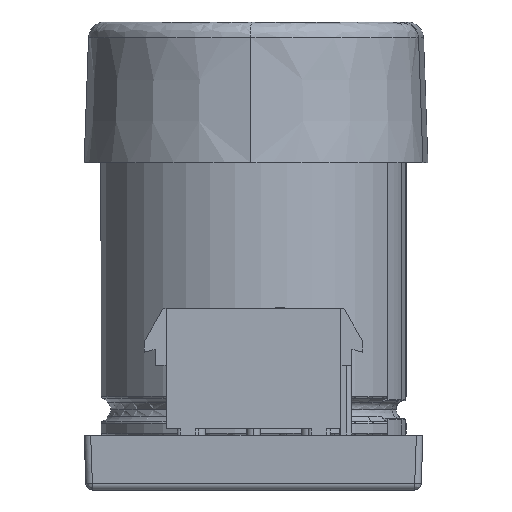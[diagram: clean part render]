
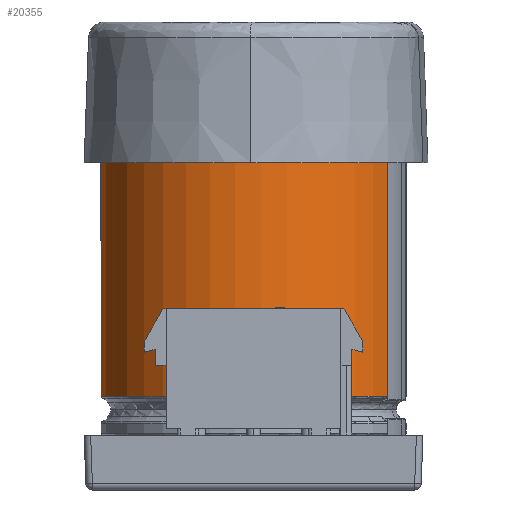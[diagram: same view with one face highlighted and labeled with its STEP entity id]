
A CAD part, left-side view. The second image highlights one B-rep face of the part: STEP entity #20355.
In plain terms, the highlighted cylindrical face has radius 17.75 mm (diameter 35.5 mm), a partial arc.
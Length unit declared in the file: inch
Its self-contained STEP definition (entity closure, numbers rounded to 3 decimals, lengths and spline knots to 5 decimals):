
#1132 = FACE_OUTER_BOUND ( 'NONE', #21463, .T. ) ;
#1135 = CYLINDRICAL_SURFACE ( 'NONE', #2531, 0.69882 ) ;
#1863 = CARTESIAN_POINT ( 'NONE',  ( -0.53482, 0., 2.02165 ) ) ;
#1864 = DIRECTION ( 'NONE',  ( 0., 0., -1. ) ) ;
#1865 = DIRECTION ( 'NONE',  ( -0.249, -0.968, 0. ) ) ;
#2531 = AXIS2_PLACEMENT_3D ( 'NONE', #1863, #1864, #1865 ) ;
#4733 = CIRCLE ( 'NONE', #4752, 0.69882 ) ;
#4745 = CIRCLE ( 'NONE', #4748, 0.69882 ) ;
#4748 = AXIS2_PLACEMENT_3D ( 'NONE', #13551, #13552, #13553 ) ;
#4750 = VECTOR ( 'NONE', #13561, 39.37008 ) ;
#4751 = VECTOR ( 'NONE', #13563, 39.37008 ) ;
#4752 = AXIS2_PLACEMENT_3D ( 'NONE', #13564, #13565, #13566 ) ;
#9413 = LINE ( 'NONE', #13560, #4750 ) ;
#9414 = LINE ( 'NONE', #13562, #4751 ) ;
#13551 = CARTESIAN_POINT ( 'NONE',  ( -0.53482, 0., 2.01181 ) ) ;
#13552 = DIRECTION ( 'NONE',  ( 0., 0., -1. ) ) ;
#13553 = DIRECTION ( 'NONE',  ( 0.249, 0.968, 0. ) ) ;
#13560 = CARTESIAN_POINT ( 'NONE',  ( -0.87, -0.61319, 2.02165 ) ) ;
#13561 = DIRECTION ( 'NONE',  ( 0., 0., -1. ) ) ;
#13562 = CARTESIAN_POINT ( 'NONE',  ( -0.61718, -0.69395, 2.02165 ) ) ;
#13563 = DIRECTION ( 'NONE',  ( 0., 0., 1. ) ) ;
#13564 = CARTESIAN_POINT ( 'NONE',  ( -0.53482, 0., 0.42888 ) ) ;
#13565 = DIRECTION ( 'NONE',  ( 0., 0., 1. ) ) ;
#13566 = DIRECTION ( 'NONE',  ( 0.249, 0.968, 0. ) ) ;
#19063 = VERTEX_POINT ( 'NONE', #34540 ) ;
#19066 = VERTEX_POINT ( 'NONE', #34543 ) ;
#19109 = VERTEX_POINT ( 'NONE', #34586 ) ;
#19123 = VERTEX_POINT ( 'NONE', #34600 ) ;
#19371 = VERTEX_POINT ( 'NONE', #34850 ) ;
#19516 = VERTEX_POINT ( 'NONE', #34995 ) ;
#20355 = ADVANCED_FACE ( 'NONE', ( #1132 ), #1135, .T. ) ;
#21463 = EDGE_LOOP ( 'NONE', ( #23720, #23722, #23719, #23721, #23723, #23724 ) ) ;
#23109 = EDGE_CURVE ( 'NONE', #19066, #19371, #4745, .T. ) ;
#23111 = EDGE_CURVE ( 'NONE', #19066, #19063, #9413, .T. ) ;
#23112 = EDGE_CURVE ( 'NONE', #19109, #19123, #9414, .T. ) ;
#23113 = EDGE_CURVE ( 'NONE', #19516, #19063, #4733, .T. ) ;
#23719 = ORIENTED_EDGE ( 'NONE', *, *, #25493, .T. ) ;
#23720 = ORIENTED_EDGE ( 'NONE', *, *, #23111, .F. ) ;
#23721 = ORIENTED_EDGE ( 'NONE', *, *, #23112, .F. ) ;
#23722 = ORIENTED_EDGE ( 'NONE', *, *, #23109, .T. ) ;
#23723 = ORIENTED_EDGE ( 'NONE', *, *, #25481, .T. ) ;
#23724 = ORIENTED_EDGE ( 'NONE', *, *, #23113, .T. ) ;
#25481 = EDGE_CURVE ( 'NONE', #19109, #19516, #27849, .T. ) ;
#25493 = EDGE_CURVE ( 'NONE', #19371, #19123, #27863, .T. ) ;
#27849 = CIRCLE ( 'NONE', #27851, 0.69882 ) ;
#27851 = AXIS2_PLACEMENT_3D ( 'NONE', #29740, #29741, #29742 ) ;
#27863 = CIRCLE ( 'NONE', #27865, 0.69882 ) ;
#27865 = AXIS2_PLACEMENT_3D ( 'NONE', #29787, #29788, #29789 ) ;
#29740 = CARTESIAN_POINT ( 'NONE',  ( -0.53482, 0., 0.42888 ) ) ;
#29741 = DIRECTION ( 'NONE',  ( 0., 0., 1. ) ) ;
#29742 = DIRECTION ( 'NONE',  ( 0.249, 0.968, 0. ) ) ;
#29787 = CARTESIAN_POINT ( 'NONE',  ( -0.53482, 0., 2.01181 ) ) ;
#29788 = DIRECTION ( 'NONE',  ( 0., 0., -1. ) ) ;
#29789 = DIRECTION ( 'NONE',  ( 0.249, 0.968, 0. ) ) ;
#34540 = CARTESIAN_POINT ( 'NONE',  ( -0.87, -0.61319, 0.42888 ) ) ;
#34543 = CARTESIAN_POINT ( 'NONE',  ( -0.87, -0.61319, 2.01181 ) ) ;
#34586 = CARTESIAN_POINT ( 'NONE',  ( -0.61718, -0.69395, 0.42888 ) ) ;
#34600 = CARTESIAN_POINT ( 'NONE',  ( -0.61718, -0.69395, 2.01181 ) ) ;
#34850 = CARTESIAN_POINT ( 'NONE',  ( -0.36062, 0.67676, 2.01181 ) ) ;
#34995 = CARTESIAN_POINT ( 'NONE',  ( -0.36062, 0.67676, 0.42888 ) ) ;
